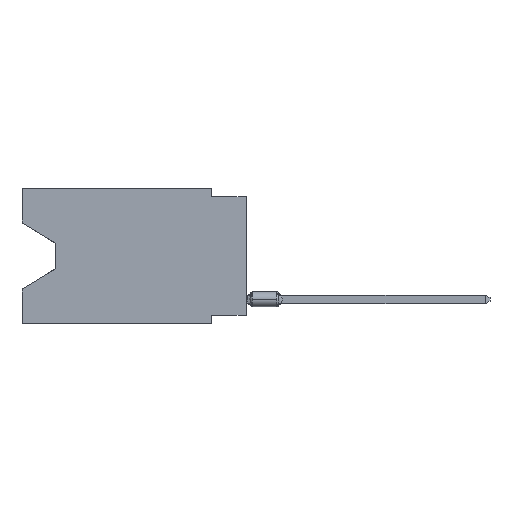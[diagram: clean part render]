
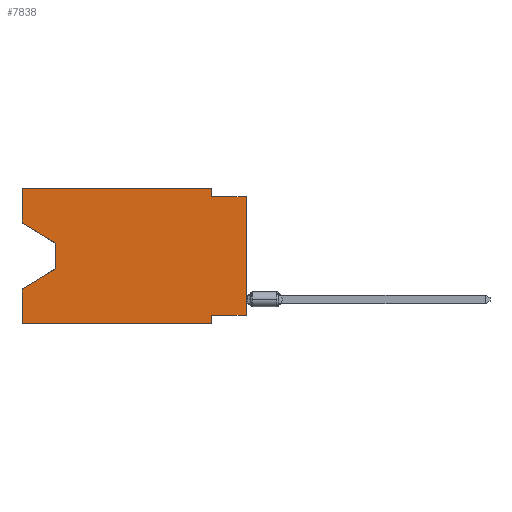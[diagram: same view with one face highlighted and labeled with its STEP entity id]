
A CAD part, left-side view. The second image highlights one B-rep face of the part: STEP entity #7838.
In plain terms, the highlighted planar face has unit normal (-1, 0, 0).
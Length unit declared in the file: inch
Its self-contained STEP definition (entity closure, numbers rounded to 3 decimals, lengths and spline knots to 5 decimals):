
#155 = CARTESIAN_POINT ( 'NONE',  ( 0., 0.645, 0. ) ) ;
#374 = DIRECTION ( 'NONE',  ( 0., 0., -1. ) ) ;
#518 = CARTESIAN_POINT ( 'NONE',  ( 0., 0., -0.365 ) ) ;
#557 = CARTESIAN_POINT ( 'NONE',  ( 0., 0.645, -0.28975 ) ) ;
#602 = VECTOR ( 'NONE', #11080, 39.37008 ) ;
#1171 = EDGE_CURVE ( 'NONE', #7187, #3840, #14363, .T. ) ;
#1359 = VECTOR ( 'NONE', #15270, 39.37008 ) ;
#1506 = CARTESIAN_POINT ( 'NONE',  ( 0., 0., -0.025 ) ) ;
#1568 = DIRECTION ( 'NONE',  ( 0., 1., 0. ) ) ;
#1997 = ORIENTED_EDGE ( 'NONE', *, *, #2611, .T. ) ;
#2403 = VECTOR ( 'NONE', #5763, 39.37008 ) ;
#2484 = ORIENTED_EDGE ( 'NONE', *, *, #16593, .F. ) ;
#2534 = EDGE_CURVE ( 'NONE', #7187, #17239, #17550, .T. ) ;
#2604 = VERTEX_POINT ( 'NONE', #13166 ) ;
#2611 = EDGE_CURVE ( 'NONE', #14800, #3840, #11695, .T. ) ;
#2706 = ORIENTED_EDGE ( 'NONE', *, *, #5887, .T. ) ;
#2718 = LINE ( 'NONE', #13967, #2403 ) ;
#3108 = CARTESIAN_POINT ( 'NONE',  ( 0., 0.1, 0. ) ) ;
#3145 = CARTESIAN_POINT ( 'NONE',  ( 0., 0.1, -0.39 ) ) ;
#3299 = CARTESIAN_POINT ( 'NONE',  ( 0., 0.645, -0.39 ) ) ;
#3307 = CARTESIAN_POINT ( 'NONE',  ( 0., 0.645, 0. ) ) ;
#3400 = VECTOR ( 'NONE', #7742, 39.37008 ) ;
#3840 = VERTEX_POINT ( 'NONE', #557 ) ;
#3911 = LINE ( 'NONE', #15180, #1359 ) ;
#3958 = ORIENTED_EDGE ( 'NONE', *, *, #11657, .F. ) ;
#4013 = DIRECTION ( 'NONE',  ( 0., -1., 0. ) ) ;
#4141 = CARTESIAN_POINT ( 'NONE',  ( 0., 0., 0. ) ) ;
#4713 = CARTESIAN_POINT ( 'NONE',  ( 0., 0.1, -0.365 ) ) ;
#4834 = VERTEX_POINT ( 'NONE', #15441 ) ;
#5420 = VECTOR ( 'NONE', #374, 39.37008 ) ;
#5763 = DIRECTION ( 'NONE',  ( 0., 0., 1. ) ) ;
#5887 = EDGE_CURVE ( 'NONE', #8717, #2604, #3911, .T. ) ;
#5901 = VECTOR ( 'NONE', #4013, 39.37008 ) ;
#6438 = CARTESIAN_POINT ( 'NONE',  ( 0., 0.55, -0.232 ) ) ;
#6541 = VECTOR ( 'NONE', #7082, 39.37008 ) ;
#7082 = DIRECTION ( 'NONE',  ( 0., 0., -1. ) ) ;
#7125 = LINE ( 'NONE', #8605, #16336 ) ;
#7187 = VERTEX_POINT ( 'NONE', #7228 ) ;
#7228 = CARTESIAN_POINT ( 'NONE',  ( 0., 0.645, -0.39 ) ) ;
#7308 = DIRECTION ( 'NONE',  ( 0., -1., 0. ) ) ;
#7636 = ORIENTED_EDGE ( 'NONE', *, *, #17665, .F. ) ;
#7742 = DIRECTION ( 'NONE',  ( 0., 0.855, -0.519 ) ) ;
#7838 = ADVANCED_FACE ( 'NONE', ( #13259 ), #17178, .F. ) ;
#7974 = CARTESIAN_POINT ( 'NONE',  ( 0., 0.645, -0.10025 ) ) ;
#8288 = ORIENTED_EDGE ( 'NONE', *, *, #9725, .F. ) ;
#8478 = LINE ( 'NONE', #11232, #6541 ) ;
#8605 = CARTESIAN_POINT ( 'NONE',  ( 0., 0., -0.365 ) ) ;
#8717 = VERTEX_POINT ( 'NONE', #7974 ) ;
#8827 = ORIENTED_EDGE ( 'NONE', *, *, #10911, .F. ) ;
#9004 = VECTOR ( 'NONE', #15959, 39.37008 ) ;
#9332 = ORIENTED_EDGE ( 'NONE', *, *, #16607, .F. ) ;
#9506 = VECTOR ( 'NONE', #9766, 39.37008 ) ;
#9597 = VERTEX_POINT ( 'NONE', #16413 ) ;
#9725 = EDGE_CURVE ( 'NONE', #9597, #9859, #11028, .T. ) ;
#9766 = DIRECTION ( 'NONE',  ( 0., 0., 1. ) ) ;
#9859 = VERTEX_POINT ( 'NONE', #9998 ) ;
#9998 = CARTESIAN_POINT ( 'NONE',  ( 0., 0., -0.025 ) ) ;
#10018 = EDGE_CURVE ( 'NONE', #2604, #14800, #12026, .T. ) ;
#10418 = CARTESIAN_POINT ( 'NONE',  ( 0., 0.55, -0.232 ) ) ;
#10516 = EDGE_CURVE ( 'NONE', #15782, #9859, #10899, .T. ) ;
#10899 = LINE ( 'NONE', #4141, #602 ) ;
#10911 = EDGE_CURVE ( 'NONE', #8717, #4834, #2718, .T. ) ;
#11028 = LINE ( 'NONE', #1506, #5901 ) ;
#11080 = DIRECTION ( 'NONE',  ( 0., 0., 1. ) ) ;
#11232 = CARTESIAN_POINT ( 'NONE',  ( 0., 0.1, 0. ) ) ;
#11324 = VECTOR ( 'NONE', #7308, 39.37008 ) ;
#11541 = CARTESIAN_POINT ( 'NONE',  ( 0., 0.645, 0. ) ) ;
#11657 = EDGE_CURVE ( 'NONE', #14740, #9597, #8478, .T. ) ;
#11695 = LINE ( 'NONE', #6438, #3400 ) ;
#12022 = AXIS2_PLACEMENT_3D ( 'NONE', #3307, #15877, #14655 ) ;
#12026 = LINE ( 'NONE', #16203, #15342 ) ;
#12785 = ORIENTED_EDGE ( 'NONE', *, *, #1171, .F. ) ;
#13012 = LINE ( 'NONE', #3145, #5420 ) ;
#13166 = CARTESIAN_POINT ( 'NONE',  ( 0., 0.55, -0.158 ) ) ;
#13182 = ORIENTED_EDGE ( 'NONE', *, *, #10018, .T. ) ;
#13259 = FACE_OUTER_BOUND ( 'NONE', #17744, .T. ) ;
#13965 = CARTESIAN_POINT ( 'NONE',  ( 0., 0.1, -0.39 ) ) ;
#13967 = CARTESIAN_POINT ( 'NONE',  ( 0., 0.645, 0. ) ) ;
#14122 = LINE ( 'NONE', #11541, #11324 ) ;
#14363 = LINE ( 'NONE', #155, #9506 ) ;
#14419 = VERTEX_POINT ( 'NONE', #4713 ) ;
#14655 = DIRECTION ( 'NONE',  ( 0., 0., -1. ) ) ;
#14706 = DIRECTION ( 'NONE',  ( 0., 0., -1. ) ) ;
#14740 = VERTEX_POINT ( 'NONE', #3108 ) ;
#14800 = VERTEX_POINT ( 'NONE', #10418 ) ;
#15180 = CARTESIAN_POINT ( 'NONE',  ( 0., 0.645, -0.10025 ) ) ;
#15270 = DIRECTION ( 'NONE',  ( 0., -0.855, -0.519 ) ) ;
#15342 = VECTOR ( 'NONE', #14706, 39.37008 ) ;
#15343 = ORIENTED_EDGE ( 'NONE', *, *, #10516, .T. ) ;
#15441 = CARTESIAN_POINT ( 'NONE',  ( 0., 0.645, 0. ) ) ;
#15782 = VERTEX_POINT ( 'NONE', #518 ) ;
#15877 = DIRECTION ( 'NONE',  ( 1., 0., 0. ) ) ;
#15959 = DIRECTION ( 'NONE',  ( 0., -1., 0. ) ) ;
#16203 = CARTESIAN_POINT ( 'NONE',  ( 0., 0.55, -0.158 ) ) ;
#16336 = VECTOR ( 'NONE', #1568, 39.37008 ) ;
#16413 = CARTESIAN_POINT ( 'NONE',  ( 0., 0.1, -0.025 ) ) ;
#16523 = ORIENTED_EDGE ( 'NONE', *, *, #2534, .T. ) ;
#16593 = EDGE_CURVE ( 'NONE', #14419, #17239, #13012, .T. ) ;
#16607 = EDGE_CURVE ( 'NONE', #15782, #14419, #7125, .T. ) ;
#17178 = PLANE ( 'NONE',  #12022 ) ;
#17239 = VERTEX_POINT ( 'NONE', #13965 ) ;
#17550 = LINE ( 'NONE', #3299, #9004 ) ;
#17665 = EDGE_CURVE ( 'NONE', #4834, #14740, #14122, .T. ) ;
#17744 = EDGE_LOOP ( 'NONE', ( #2706, #13182, #1997, #12785, #16523, #2484, #9332, #15343, #8288, #3958, #7636, #8827 ) ) ;
